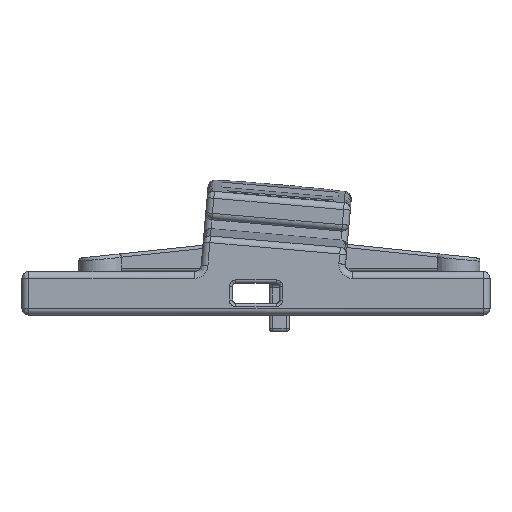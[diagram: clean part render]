
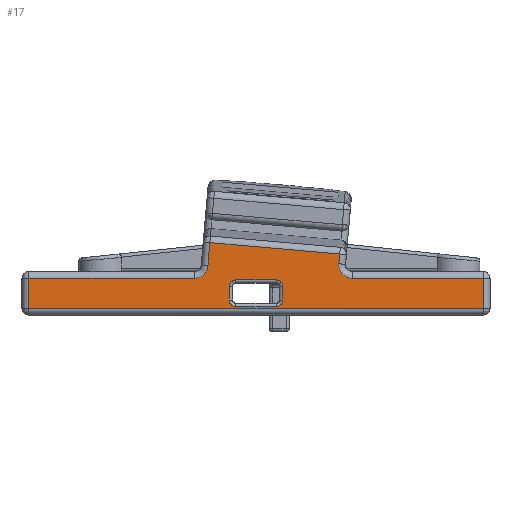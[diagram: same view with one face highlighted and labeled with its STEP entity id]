
A CAD part, left-side view. The second image highlights one B-rep face of the part: STEP entity #17.
In plain terms, the highlighted free-form (B-spline) face has degree [1, 1] with [2, 2] control points.
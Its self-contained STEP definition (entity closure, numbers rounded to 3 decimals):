
#17 = ADVANCED_FACE('',(#18,#92),#154,.F.);
#18 = FACE_BOUND('',#19,.F.);
#19 = EDGE_LOOP('',(#20,#29,#36,#43,#51,#58,#65,#72,#80,#87));
#20 = ORIENTED_EDGE('',*,*,#21,.F.);
#21 = EDGE_CURVE('',#22,#24,#26,.T.);
#22 = VERTEX_POINT('',#23);
#23 = CARTESIAN_POINT('',(0.,71.487,1.625));
#24 = VERTEX_POINT('',#25);
#25 = CARTESIAN_POINT('',(0.,-38.993,1.625));
#26 = B_SPLINE_CURVE_WITH_KNOTS('',1,(#27,#28),.UNSPECIFIED.,.F.,.F.,(2,
    2),(0.,136.),.PIECEWISE_BEZIER_KNOTS.);
#27 = CARTESIAN_POINT('',(0.,71.487,1.625));
#28 = CARTESIAN_POINT('',(0.,-38.993,1.625));
#29 = ORIENTED_EDGE('',*,*,#30,.F.);
#30 = EDGE_CURVE('',#31,#22,#33,.T.);
#31 = VERTEX_POINT('',#32);
#32 = CARTESIAN_POINT('',(0.,71.487,8.936));
#33 = B_SPLINE_CURVE_WITH_KNOTS('',1,(#34,#35),.UNSPECIFIED.,.F.,.F.,(2,
    2),(0.,9.),.PIECEWISE_BEZIER_KNOTS.);
#34 = CARTESIAN_POINT('',(0.,71.487,8.936));
#35 = CARTESIAN_POINT('',(0.,71.487,1.625));
#36 = ORIENTED_EDGE('',*,*,#37,.F.);
#37 = EDGE_CURVE('',#38,#31,#40,.T.);
#38 = VERTEX_POINT('',#39);
#39 = CARTESIAN_POINT('',(0.,31.192,8.936));
#40 = B_SPLINE_CURVE_WITH_KNOTS('',1,(#41,#42),.UNSPECIFIED.,.F.,.F.,(2,
    2),(0.,49.603),.PIECEWISE_BEZIER_KNOTS.);
#41 = CARTESIAN_POINT('',(0.,31.192,8.936));
#42 = CARTESIAN_POINT('',(0.,71.487,8.936));
#43 = ORIENTED_EDGE('',*,*,#44,.F.);
#44 = EDGE_CURVE('',#45,#38,#47,.T.);
#45 = VERTEX_POINT('',#46);
#46 = CARTESIAN_POINT('',(0.,27.955,11.902));
#47 = ( BOUNDED_CURVE() B_SPLINE_CURVE(2,(#48,#49,#50),.UNSPECIFIED.,.F.
,.F.) B_SPLINE_CURVE_WITH_KNOTS((3,3),(0.,1.484),
.PIECEWISE_BEZIER_KNOTS.) CURVE() GEOMETRIC_REPRESENTATION_ITEM() 
RATIONAL_B_SPLINE_CURVE((1.,0.737,1.)) REPRESENTATION_ITEM('') 
  );
#48 = CARTESIAN_POINT('',(0.,27.955,11.902));
#49 = CARTESIAN_POINT('',(0.,28.214,8.936));
#50 = CARTESIAN_POINT('',(0.,31.192,8.936));
#51 = ORIENTED_EDGE('',*,*,#52,.F.);
#52 = EDGE_CURVE('',#53,#45,#55,.T.);
#53 = VERTEX_POINT('',#54);
#54 = CARTESIAN_POINT('',(0.,27.456,17.6));
#55 = B_SPLINE_CURVE_WITH_KNOTS('',1,(#56,#57),.UNSPECIFIED.,.F.,.F.,(2,
    2),(0.,7.041),.PIECEWISE_BEZIER_KNOTS.);
#56 = CARTESIAN_POINT('',(0.,27.456,17.6));
#57 = CARTESIAN_POINT('',(0.,27.955,11.902));
#58 = ORIENTED_EDGE('',*,*,#59,.F.);
#59 = EDGE_CURVE('',#60,#53,#62,.T.);
#60 = VERTEX_POINT('',#61);
#61 = CARTESIAN_POINT('',(0.,-4.105,14.839));
#62 = B_SPLINE_CURVE_WITH_KNOTS('',1,(#63,#64),.UNSPECIFIED.,.F.,.F.,(2,
    2),(0.,39.),.PIECEWISE_BEZIER_KNOTS.);
#63 = CARTESIAN_POINT('',(0.,-4.105,14.839));
#64 = CARTESIAN_POINT('',(0.,27.456,17.6));
#65 = ORIENTED_EDGE('',*,*,#66,.F.);
#66 = EDGE_CURVE('',#67,#60,#69,.T.);
#67 = VERTEX_POINT('',#68);
#68 = CARTESIAN_POINT('',(0.,-3.898,12.468));
#69 = B_SPLINE_CURVE_WITH_KNOTS('',1,(#70,#71),.UNSPECIFIED.,.F.,.F.,(2,
    2),(0.,2.929),.PIECEWISE_BEZIER_KNOTS.);
#70 = CARTESIAN_POINT('',(0.,-3.898,12.468));
#71 = CARTESIAN_POINT('',(0.,-4.105,14.839));
#72 = ORIENTED_EDGE('',*,*,#73,.F.);
#73 = EDGE_CURVE('',#74,#67,#76,.T.);
#74 = VERTEX_POINT('',#75);
#75 = CARTESIAN_POINT('',(0.,-7.135,8.936));
#76 = ( BOUNDED_CURVE() B_SPLINE_CURVE(2,(#77,#78,#79),.UNSPECIFIED.,.F.
,.F.) B_SPLINE_CURVE_WITH_KNOTS((3,3),(0.,1.658),
.PIECEWISE_BEZIER_KNOTS.) CURVE() GEOMETRIC_REPRESENTATION_ITEM() 
RATIONAL_B_SPLINE_CURVE((1.,0.676,1.)) REPRESENTATION_ITEM('') 
  );
#77 = CARTESIAN_POINT('',(0.,-7.135,8.936));
#78 = CARTESIAN_POINT('',(0.,-3.588,8.936));
#79 = CARTESIAN_POINT('',(0.,-3.898,12.468));
#80 = ORIENTED_EDGE('',*,*,#81,.F.);
#81 = EDGE_CURVE('',#82,#74,#84,.T.);
#82 = VERTEX_POINT('',#83);
#83 = CARTESIAN_POINT('',(0.,-38.993,8.936));
#84 = B_SPLINE_CURVE_WITH_KNOTS('',1,(#85,#86),.UNSPECIFIED.,.F.,.F.,(2,
    2),(0.,39.217),.PIECEWISE_BEZIER_KNOTS.);
#85 = CARTESIAN_POINT('',(0.,-38.993,8.936));
#86 = CARTESIAN_POINT('',(0.,-7.135,8.936));
#87 = ORIENTED_EDGE('',*,*,#88,.F.);
#88 = EDGE_CURVE('',#24,#82,#89,.T.);
#89 = B_SPLINE_CURVE_WITH_KNOTS('',1,(#90,#91),.UNSPECIFIED.,.F.,.F.,(2,
    2),(0.,9.),.PIECEWISE_BEZIER_KNOTS.);
#90 = CARTESIAN_POINT('',(0.,-38.993,1.625));
#91 = CARTESIAN_POINT('',(0.,-38.993,8.936));
#92 = FACE_BOUND('',#93,.F.);
#93 = EDGE_LOOP('',(#94,#103,#111,#118,#126,#133,#141,#148));
#94 = ORIENTED_EDGE('',*,*,#95,.F.);
#95 = EDGE_CURVE('',#96,#98,#100,.T.);
#96 = VERTEX_POINT('',#97);
#97 = CARTESIAN_POINT('',(0.,11.373,2.031));
#98 = VERTEX_POINT('',#99);
#99 = CARTESIAN_POINT('',(0.,21.121,2.031));
#100 = B_SPLINE_CURVE_WITH_KNOTS('',1,(#101,#102),.UNSPECIFIED.,.F.,.F.,
  (2,2),(0.,12.),.PIECEWISE_BEZIER_KNOTS.);
#101 = CARTESIAN_POINT('',(0.,11.373,2.031));
#102 = CARTESIAN_POINT('',(0.,21.121,2.031));
#103 = ORIENTED_EDGE('',*,*,#104,.F.);
#104 = EDGE_CURVE('',#105,#96,#107,.T.);
#105 = VERTEX_POINT('',#106);
#106 = CARTESIAN_POINT('',(0.,9.748,3.656));
#107 = ( BOUNDED_CURVE() B_SPLINE_CURVE(2,(#108,#109,#110),
.UNSPECIFIED.,.F.,.F.) B_SPLINE_CURVE_WITH_KNOTS((3,3),(0.,
1.571),.PIECEWISE_BEZIER_KNOTS.) CURVE() 
GEOMETRIC_REPRESENTATION_ITEM() RATIONAL_B_SPLINE_CURVE((1.,
0.707,1.)) REPRESENTATION_ITEM('') );
#108 = CARTESIAN_POINT('',(0.,9.748,3.656));
#109 = CARTESIAN_POINT('',(0.,9.748,2.031));
#110 = CARTESIAN_POINT('',(0.,11.373,2.031));
#111 = ORIENTED_EDGE('',*,*,#112,.F.);
#112 = EDGE_CURVE('',#113,#105,#115,.T.);
#113 = VERTEX_POINT('',#114);
#114 = CARTESIAN_POINT('',(0.,9.748,6.905));
#115 = B_SPLINE_CURVE_WITH_KNOTS('',1,(#116,#117),.UNSPECIFIED.,.F.,.F.,
  (2,2),(0.,4.),.PIECEWISE_BEZIER_KNOTS.);
#116 = CARTESIAN_POINT('',(0.,9.748,6.905));
#117 = CARTESIAN_POINT('',(0.,9.748,3.656));
#118 = ORIENTED_EDGE('',*,*,#119,.F.);
#119 = EDGE_CURVE('',#120,#113,#122,.T.);
#120 = VERTEX_POINT('',#121);
#121 = CARTESIAN_POINT('',(0.,11.373,8.53));
#122 = ( BOUNDED_CURVE() B_SPLINE_CURVE(2,(#123,#124,#125),
.UNSPECIFIED.,.F.,.F.) B_SPLINE_CURVE_WITH_KNOTS((3,3),(0.,
1.571),.PIECEWISE_BEZIER_KNOTS.) CURVE() 
GEOMETRIC_REPRESENTATION_ITEM() RATIONAL_B_SPLINE_CURVE((1.,
0.707,1.)) REPRESENTATION_ITEM('') );
#123 = CARTESIAN_POINT('',(0.,11.373,8.53));
#124 = CARTESIAN_POINT('',(0.,9.748,8.53));
#125 = CARTESIAN_POINT('',(0.,9.748,6.905));
#126 = ORIENTED_EDGE('',*,*,#127,.F.);
#127 = EDGE_CURVE('',#128,#120,#130,.T.);
#128 = VERTEX_POINT('',#129);
#129 = CARTESIAN_POINT('',(0.,21.121,8.53));
#130 = B_SPLINE_CURVE_WITH_KNOTS('',1,(#131,#132),.UNSPECIFIED.,.F.,.F.,
  (2,2),(0.,12.),.PIECEWISE_BEZIER_KNOTS.);
#131 = CARTESIAN_POINT('',(0.,21.121,8.53));
#132 = CARTESIAN_POINT('',(0.,11.373,8.53));
#133 = ORIENTED_EDGE('',*,*,#134,.F.);
#134 = EDGE_CURVE('',#135,#128,#137,.T.);
#135 = VERTEX_POINT('',#136);
#136 = CARTESIAN_POINT('',(0.,22.746,6.905));
#137 = ( BOUNDED_CURVE() B_SPLINE_CURVE(2,(#138,#139,#140),
.UNSPECIFIED.,.F.,.F.) B_SPLINE_CURVE_WITH_KNOTS((3,3),(0.,
1.571),.PIECEWISE_BEZIER_KNOTS.) CURVE() 
GEOMETRIC_REPRESENTATION_ITEM() RATIONAL_B_SPLINE_CURVE((1.,
0.707,1.)) REPRESENTATION_ITEM('') );
#138 = CARTESIAN_POINT('',(0.,22.746,6.905));
#139 = CARTESIAN_POINT('',(0.,22.746,8.53));
#140 = CARTESIAN_POINT('',(0.,21.121,8.53));
#141 = ORIENTED_EDGE('',*,*,#142,.F.);
#142 = EDGE_CURVE('',#143,#135,#145,.T.);
#143 = VERTEX_POINT('',#144);
#144 = CARTESIAN_POINT('',(0.,22.746,3.656));
#145 = B_SPLINE_CURVE_WITH_KNOTS('',1,(#146,#147),.UNSPECIFIED.,.F.,.F.,
  (2,2),(0.,4.),.PIECEWISE_BEZIER_KNOTS.);
#146 = CARTESIAN_POINT('',(0.,22.746,3.656));
#147 = CARTESIAN_POINT('',(0.,22.746,6.905));
#148 = ORIENTED_EDGE('',*,*,#149,.F.);
#149 = EDGE_CURVE('',#98,#143,#150,.T.);
#150 = ( BOUNDED_CURVE() B_SPLINE_CURVE(2,(#151,#152,#153),
.UNSPECIFIED.,.F.,.F.) B_SPLINE_CURVE_WITH_KNOTS((3,3),(0.,
1.571),.PIECEWISE_BEZIER_KNOTS.) CURVE() 
GEOMETRIC_REPRESENTATION_ITEM() RATIONAL_B_SPLINE_CURVE((1.,
0.707,1.)) REPRESENTATION_ITEM('') );
#151 = CARTESIAN_POINT('',(0.,21.121,2.031));
#152 = CARTESIAN_POINT('',(0.,22.746,2.031));
#153 = CARTESIAN_POINT('',(0.,22.746,3.656));
#154 = B_SPLINE_SURFACE_WITH_KNOTS('',1,1,(
    (#155,#156)
    ,(#157,#158
    )),.UNSPECIFIED.,.F.,.F.,.F.,(2,2),(2,2),(-48.,88.),(2.,
    21.666),.PIECEWISE_BEZIER_KNOTS.);
#155 = CARTESIAN_POINT('',(0.,-38.993,1.625));
#156 = CARTESIAN_POINT('',(0.,-38.993,17.6));
#157 = CARTESIAN_POINT('',(0.,71.487,1.625));
#158 = CARTESIAN_POINT('',(0.,71.487,17.6));
